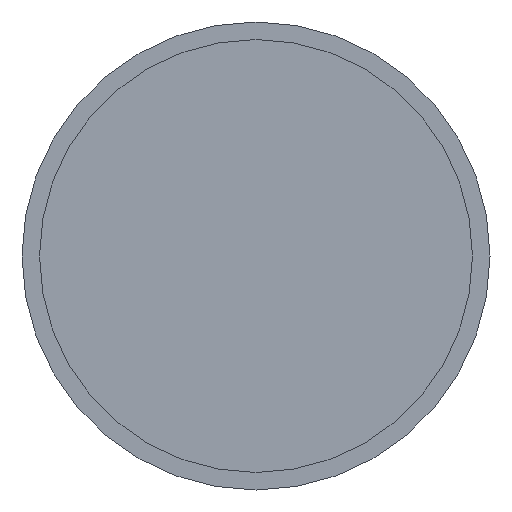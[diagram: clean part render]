
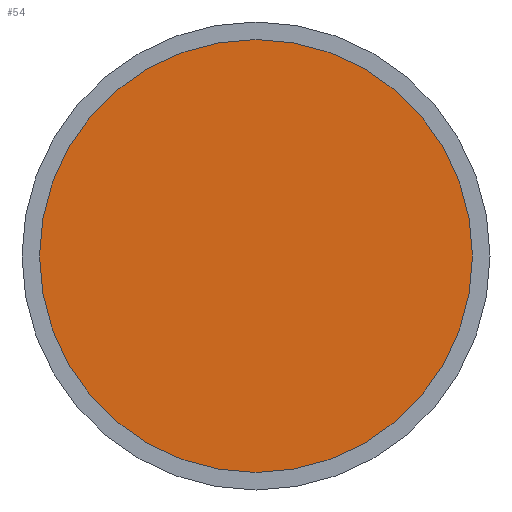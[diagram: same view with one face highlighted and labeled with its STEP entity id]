
A CAD part, front view. The second image highlights one B-rep face of the part: STEP entity #54.
In plain terms, the highlighted planar face has unit normal (0, -1, 0).
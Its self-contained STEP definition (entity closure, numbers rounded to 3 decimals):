
#54 = ADVANCED_FACE( '', ( #122 ), #123, .F. );
#122 = FACE_OUTER_BOUND( '', #209, .T. );
#123 = PLANE( '', #210 );
#209 = EDGE_LOOP( '', ( #335 ) );
#210 = AXIS2_PLACEMENT_3D( '', #336, #337, #338 );
#335 = ORIENTED_EDGE( '', *, *, #471, .T. );
#336 = CARTESIAN_POINT( '', ( 46.25, -3., 0. ) );
#337 = DIRECTION( '', ( 0., 1., 0. ) );
#338 = DIRECTION( '', ( 0., 0., 1. ) );
#471 = EDGE_CURVE( '', #534, #534, #535, .T. );
#534 = VERTEX_POINT( '', #618 );
#535 = CIRCLE( '', #619, 46.25 );
#618 = CARTESIAN_POINT( '', ( 0., -3., -46.25 ) );
#619 = AXIS2_PLACEMENT_3D( '', #708, #709, #710 );
#708 = CARTESIAN_POINT( '', ( 0., -3., 0. ) );
#709 = DIRECTION( '', ( 0., -1., 0. ) );
#710 = DIRECTION( '', ( 0., 0., -1. ) );
